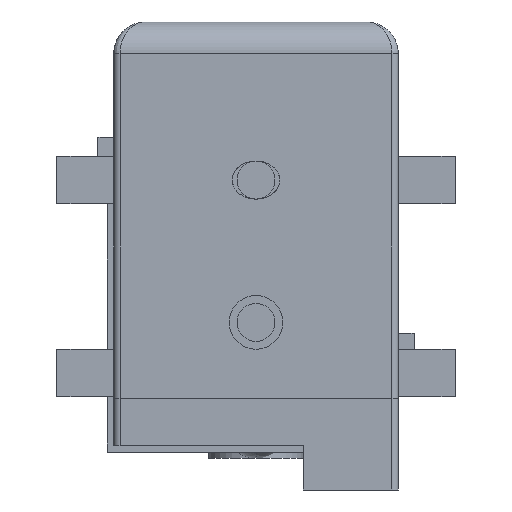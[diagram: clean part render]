
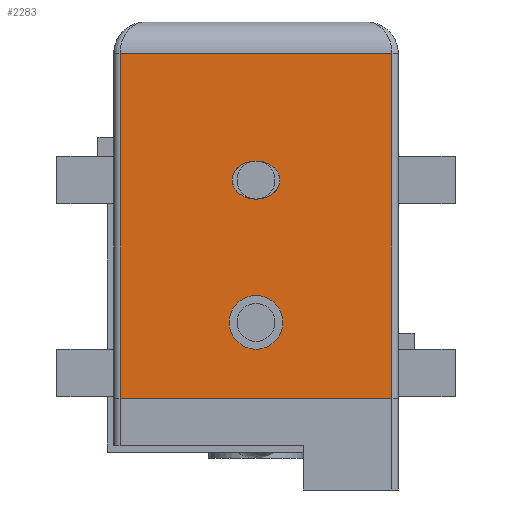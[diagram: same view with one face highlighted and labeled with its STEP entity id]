
A CAD part, front view. The second image highlights one B-rep face of the part: STEP entity #2283.
In plain terms, the highlighted planar face has unit normal (0, -1, 0).
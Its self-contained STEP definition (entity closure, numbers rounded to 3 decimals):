
#978=DIRECTION('',(-1.,0.,0.));
#979=VECTOR('',#978,8.6);
#980=CARTESIAN_POINT('',(4.3,0.,-11.9));
#981=LINE('',#980,#979);
#1096=DIRECTION('',(0.,0.,-1.));
#1097=VECTOR('',#1096,10.9);
#1098=CARTESIAN_POINT('',(-4.3,0.,-1.));
#1099=LINE('',#1098,#1097);
#1100=DIRECTION('',(-1.,0.,0.));
#1101=VECTOR('',#1100,8.6);
#1102=CARTESIAN_POINT('',(4.3,0.,-1.));
#1103=LINE('',#1102,#1101);
#1104=DIRECTION('',(0.,0.,1.));
#1105=VECTOR('',#1104,10.9);
#1106=CARTESIAN_POINT('',(4.3,0.,-11.9));
#1107=LINE('',#1106,#1105);
#1108=CARTESIAN_POINT('',(-0.75,0.,-5.));
#1109=CARTESIAN_POINT('',(-0.75,0.,-4.958));
#1110=CARTESIAN_POINT('',(-0.739,0.,-4.875));
#1111=CARTESIAN_POINT('',(-0.692,0.,-4.757));
#1112=CARTESIAN_POINT('',(-0.611,0.,-4.644));
#1113=CARTESIAN_POINT('',(-0.501,0.,-4.548));
#1114=CARTESIAN_POINT('',(-0.363,0.,-4.468));
#1115=CARTESIAN_POINT('',(-0.183,0.,-4.411));
#1116=CARTESIAN_POINT('',(0.011,0.,-4.393));
#1117=CARTESIAN_POINT('',(0.22,0.,-4.418));
#1118=CARTESIAN_POINT('',(0.411,0.,-4.488));
#1119=CARTESIAN_POINT('',(0.575,0.,-4.603));
#1120=CARTESIAN_POINT('',(0.681,0.,-4.734));
#1121=CARTESIAN_POINT('',(0.739,0.,-4.872));
#1122=CARTESIAN_POINT('',(0.75,0.,-4.958));
#1123=CARTESIAN_POINT('',(0.75,0.,-5.));
#1125=CARTESIAN_POINT('',(0.75,0.,-5.));
#1126=CARTESIAN_POINT('',(0.75,0.,-5.042));
#1127=CARTESIAN_POINT('',(0.739,0.,-5.125));
#1128=CARTESIAN_POINT('',(0.692,0.,-5.243));
#1129=CARTESIAN_POINT('',(0.611,0.,-5.356));
#1130=CARTESIAN_POINT('',(0.501,0.,-5.452));
#1131=CARTESIAN_POINT('',(0.363,0.,-5.532));
#1132=CARTESIAN_POINT('',(0.183,0.,-5.589));
#1133=CARTESIAN_POINT('',(-0.011,0.,-5.607));
#1134=CARTESIAN_POINT('',(-0.22,0.,-5.582));
#1135=CARTESIAN_POINT('',(-0.411,0.,-5.512));
#1136=CARTESIAN_POINT('',(-0.575,0.,-5.397));
#1137=CARTESIAN_POINT('',(-0.681,0.,-5.266));
#1138=CARTESIAN_POINT('',(-0.739,0.,-5.128));
#1139=CARTESIAN_POINT('',(-0.75,0.,-5.042));
#1140=CARTESIAN_POINT('',(-0.75,0.,-5.));
#1142=CARTESIAN_POINT('',(0.,0.,-9.5));
#1143=DIRECTION('',(0.,1.,0.));
#1144=DIRECTION('',(0.,0.,-1.));
#1145=AXIS2_PLACEMENT_3D('',#1142,#1143,#1144);
#1147=CARTESIAN_POINT('',(0.,0.,-9.5));
#1148=DIRECTION('',(0.,1.,0.));
#1149=DIRECTION('',(0.,0.,1.));
#1150=AXIS2_PLACEMENT_3D('',#1147,#1148,#1149);
#1686=CARTESIAN_POINT('',(4.3,0.,-11.9));
#1687=CARTESIAN_POINT('',(-4.3,0.,-11.9));
#1688=VERTEX_POINT('',#1686);
#1689=VERTEX_POINT('',#1687);
#1724=CARTESIAN_POINT('',(0.75,0.,-5.));
#1726=VERTEX_POINT('',#1724);
#1777=VERTEX_POINT('',#1108);
#1809=CARTESIAN_POINT('',(4.3,0.,-1.));
#1810=VERTEX_POINT('',#1809);
#1817=CARTESIAN_POINT('',(0.,0.,-10.35));
#1818=VERTEX_POINT('',#1817);
#1827=CARTESIAN_POINT('',(-4.3,0.,-1.));
#1828=VERTEX_POINT('',#1827);
#1829=CARTESIAN_POINT('',(0.,0.,-8.65));
#1830=VERTEX_POINT('',#1829);
#2258=CARTESIAN_POINT('',(-4.5,0.,-11.9));
#2259=DIRECTION('',(0.,-1.,0.));
#2260=DIRECTION('',(0.707,0.,-0.707));
#2261=AXIS2_PLACEMENT_3D('',#2258,#2259,#2260);
#2262=PLANE('',#2261);
#2263=ORIENTED_EDGE('',*,*,#1996,.T.);
#2265=ORIENTED_EDGE('',*,*,#2264,.F.);
#2267=ORIENTED_EDGE('',*,*,#2266,.F.);
#2268=ORIENTED_EDGE('',*,*,#2238,.F.);
#2269=EDGE_LOOP('',(#2263,#2265,#2267,#2268));
#2270=FACE_OUTER_BOUND('',#2269,.F.);
#2272=ORIENTED_EDGE('',*,*,#2271,.F.);
#2274=ORIENTED_EDGE('',*,*,#2273,.F.);
#2275=EDGE_LOOP('',(#2272,#2274));
#2276=FACE_BOUND('',#2275,.F.);
#2278=ORIENTED_EDGE('',*,*,#2277,.F.);
#2280=ORIENTED_EDGE('',*,*,#2279,.F.);
#2281=EDGE_LOOP('',(#2278,#2280));
#2282=FACE_BOUND('',#2281,.F.);
#1124=B_SPLINE_CURVE_WITH_KNOTS('',3,(#1108,#1109,#1110,#1111,#1112,#1113,#1114,
#1115,#1116,#1117,#1118,#1119,#1120,#1121,#1122,#1123),.UNSPECIFIED.,.F.,.F.,(4,
1,1,1,1,1,1,1,1,1,1,1,1,4),(0.,0.077,0.154,
0.231,0.308,0.385,0.462,
0.538,0.615,0.692,0.769,
0.846,0.923,1.),.UNSPECIFIED.);
#1141=B_SPLINE_CURVE_WITH_KNOTS('',3,(#1125,#1126,#1127,#1128,#1129,#1130,#1131,
#1132,#1133,#1134,#1135,#1136,#1137,#1138,#1139,#1140),.UNSPECIFIED.,.F.,.F.,(4,
1,1,1,1,1,1,1,1,1,1,1,1,4),(0.,0.077,0.154,
0.231,0.308,0.385,0.462,
0.538,0.615,0.692,0.769,
0.846,0.923,1.),.UNSPECIFIED.);
#1146=CIRCLE('',#1145,0.85);
#1151=CIRCLE('',#1150,0.85);
#1996=EDGE_CURVE('',#1688,#1689,#981,.T.);
#2238=EDGE_CURVE('',#1688,#1810,#1107,.T.);
#2264=EDGE_CURVE('',#1828,#1689,#1099,.T.);
#2266=EDGE_CURVE('',#1810,#1828,#1103,.T.);
#2271=EDGE_CURVE('',#1777,#1726,#1124,.T.);
#2273=EDGE_CURVE('',#1726,#1777,#1141,.T.);
#2277=EDGE_CURVE('',#1818,#1830,#1146,.T.);
#2279=EDGE_CURVE('',#1830,#1818,#1151,.T.);
#2283=ADVANCED_FACE('',(#2270,#2276,#2282),#2262,.T.);
